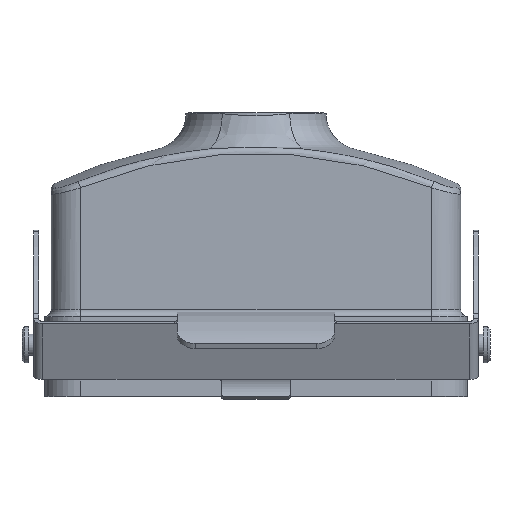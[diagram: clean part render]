
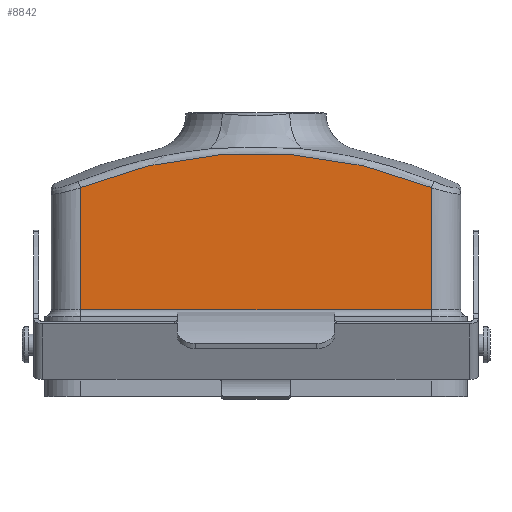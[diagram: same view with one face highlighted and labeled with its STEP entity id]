
A CAD part, top view. The second image highlights one B-rep face of the part: STEP entity #8842.
In plain terms, the highlighted planar face has unit normal (0, 0, 1).
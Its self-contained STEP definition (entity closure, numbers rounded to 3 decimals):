
#209 = EDGE_LOOP ( 'NONE', ( #2887, #2885, #2886, #2884 ) ) ;
#746 = VERTEX_POINT ( 'NONE', #8352 ) ;
#748 = VERTEX_POINT ( 'NONE', #8350 ) ;
#749 = VERTEX_POINT ( 'NONE', #8349 ) ;
#750 = VERTEX_POINT ( 'NONE', #8348 ) ;
#1078 = EDGE_CURVE ( 'NONE', #749, #750, #4053, .T. ) ;
#1080 = EDGE_CURVE ( 'NONE', #750, #748, #4054, .T. ) ;
#1081 = EDGE_CURVE ( 'NONE', #746, #748, #4055, .T. ) ;
#1082 = EDGE_CURVE ( 'NONE', #746, #749, #7231, .T. ) ;
#1275 = DIRECTION ( 'NONE',  ( -1., 0., 0. ) ) ;
#1276 = DIRECTION ( 'NONE',  ( 0., 0., -1. ) ) ;
#1277 = CARTESIAN_POINT ( 'NONE',  ( 39., 38.5, 20.5 ) ) ;
#1278 = PLANE ( 'NONE',  #8487 ) ;
#2884 = ORIENTED_EDGE ( 'NONE', *, *, #1082, .T. ) ;
#2885 = ORIENTED_EDGE ( 'NONE', *, *, #1080, .T. ) ;
#2886 = ORIENTED_EDGE ( 'NONE', *, *, #1081, .F. ) ;
#2887 = ORIENTED_EDGE ( 'NONE', *, *, #1078, .T. ) ;
#4053 = LINE ( 'NONE', #7866, #7234 ) ;
#4054 = LINE ( 'NONE', #7835, #7232 ) ;
#4055 = LINE ( 'NONE', #7833, #7230 ) ;
#4373 = FACE_OUTER_BOUND ( 'NONE', #209, .T. ) ;
#7229 = AXIS2_PLACEMENT_3D ( 'NONE', #7829, #7828, #7827 ) ;
#7230 = VECTOR ( 'NONE', #7832, 1000. ) ;
#7231 = CIRCLE ( 'NONE', #7229, 103.439 ) ;
#7232 = VECTOR ( 'NONE', #7834, 1000. ) ;
#7234 = VECTOR ( 'NONE', #7865, 1000. ) ;
#7827 = DIRECTION ( 'NONE',  ( -1., 0., 0. ) ) ;
#7828 = DIRECTION ( 'NONE',  ( 0., 0., 1. ) ) ;
#7829 = CARTESIAN_POINT ( 'NONE',  ( 0., -54.42, 20.5 ) ) ;
#7832 = DIRECTION ( 'NONE',  ( 0., -1., 0. ) ) ;
#7833 = CARTESIAN_POINT ( 'NONE',  ( 39., 38.5, 20.5 ) ) ;
#7834 = DIRECTION ( 'NONE',  ( 1., 0., 0. ) ) ;
#7835 = CARTESIAN_POINT ( 'NONE',  ( 39., 14.229, 20.5 ) ) ;
#7865 = DIRECTION ( 'NONE',  ( 0., -1., 0. ) ) ;
#7866 = CARTESIAN_POINT ( 'NONE',  ( -39., 38.5, 20.5 ) ) ;
#8348 = CARTESIAN_POINT ( 'NONE',  ( -39., 14.229, 20.5 ) ) ;
#8349 = CARTESIAN_POINT ( 'NONE',  ( -39., 41.386, 20.5 ) ) ;
#8350 = CARTESIAN_POINT ( 'NONE',  ( 39., 14.229, 20.5 ) ) ;
#8352 = CARTESIAN_POINT ( 'NONE',  ( 39., 41.386, 20.5 ) ) ;
#8487 = AXIS2_PLACEMENT_3D ( 'NONE', #1277, #1276, #1275 ) ;
#8842 = ADVANCED_FACE ( 'NONE', ( #4373 ), #1278, .F. ) ;
